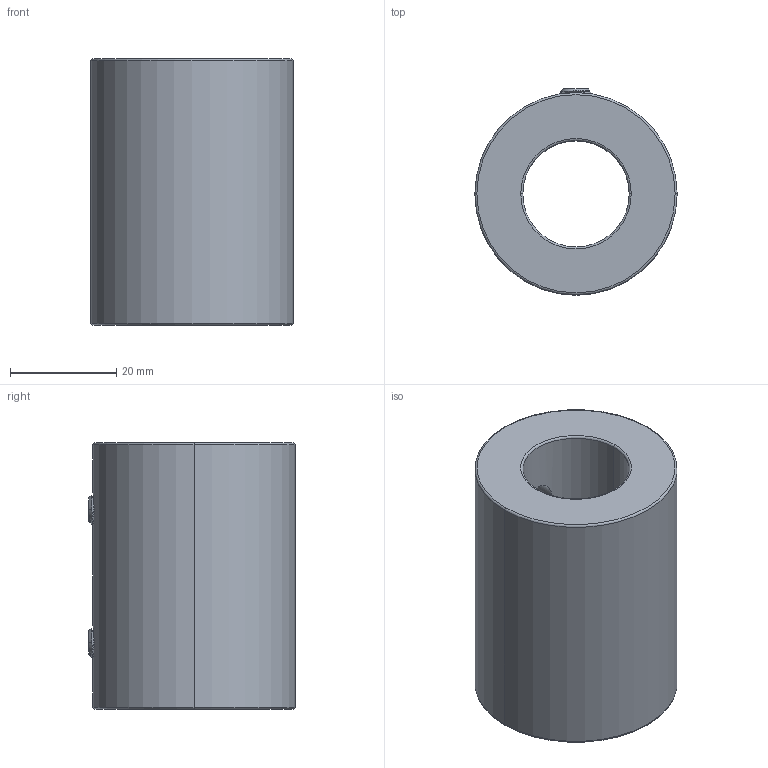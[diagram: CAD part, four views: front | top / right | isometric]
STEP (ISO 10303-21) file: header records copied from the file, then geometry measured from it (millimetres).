
FILE_DESCRIPTION (( 'STEP AP203' ), '1' );
FILE_NAME ('5395T611.step', '2013-07-25T12:29:14', ( 'Admin' ), ( 'McMaster-Carr Supply Co' ), 'SwSTEP 2.0', 'SolidWorks 2010', '' );
FILE_SCHEMA (( 'CONFIG_CONTROL_DESIGN' ));
Length unit declared in the file: millimetre
Products named in the file (1): 5395T611
Bounding box: 38 x 38.76 x 50 mm (x, y, z)
Volume: 40688.9 mm3; surface area: 11381.2 mm2
Topology: 3 solids, 3 shells, 92 faces, 216 edges, 130 vertices
Faces by surface type: cylinder 28, cone 26, plane 20, bspline 10, torus 8
Entity records: 5271 total; most frequent: CARTESIAN_POINT 3337, ORIENTED_EDGE 424, DIRECTION 334, EDGE_CURVE 212, AXIS2_PLACEMENT_3D 135, VERTEX_POINT 130, EDGE_LOOP 102, FACE_OUTER_BOUND 92
